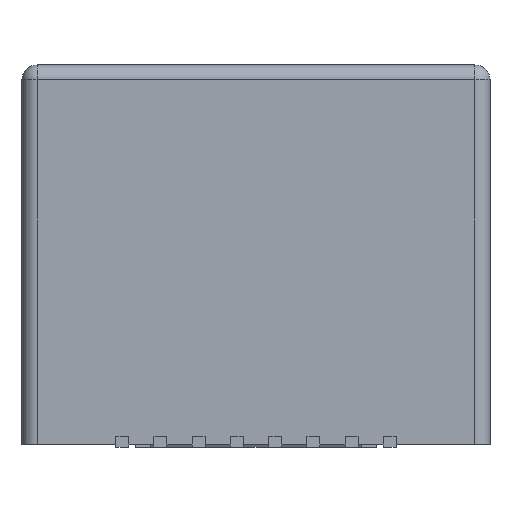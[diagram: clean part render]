
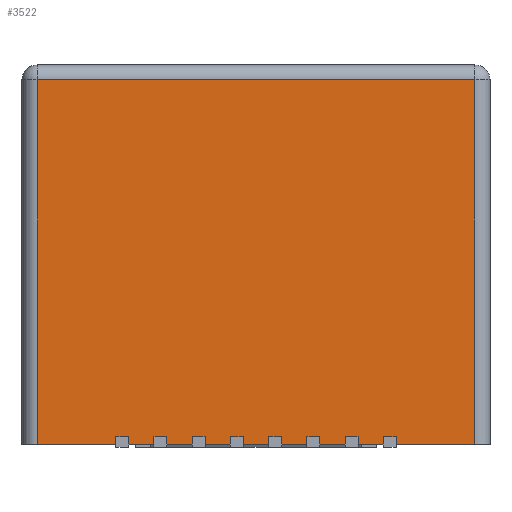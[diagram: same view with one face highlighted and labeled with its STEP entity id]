
A CAD part, front view. The second image highlights one B-rep face of the part: STEP entity #3522.
In plain terms, the highlighted planar face has unit normal (0, -1, 0).
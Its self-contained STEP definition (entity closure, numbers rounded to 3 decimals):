
#54=DIRECTION('',(1.,0.,0.));
#55=VECTOR('',#54,0.84);
#56=CARTESIAN_POINT('',(-4.23,-7.,-12.6));
#57=LINE('',#56,#55);
#70=DIRECTION('',(1.,0.,0.));
#71=VECTOR('',#70,0.84);
#72=CARTESIAN_POINT('',(-2.96,-7.,-12.6));
#73=LINE('',#72,#71);
#86=DIRECTION('',(1.,0.,0.));
#87=VECTOR('',#86,0.84);
#88=CARTESIAN_POINT('',(-1.69,-7.,-12.6));
#89=LINE('',#88,#87);
#102=DIRECTION('',(1.,0.,0.));
#103=VECTOR('',#102,0.84);
#104=CARTESIAN_POINT('',(-0.42,-7.,-12.6));
#105=LINE('',#104,#103);
#118=DIRECTION('',(1.,0.,0.));
#119=VECTOR('',#118,0.84);
#120=CARTESIAN_POINT('',(0.85,-7.,-12.6));
#121=LINE('',#120,#119);
#134=DIRECTION('',(1.,0.,0.));
#135=VECTOR('',#134,0.84);
#136=CARTESIAN_POINT('',(2.12,-7.,-12.6));
#137=LINE('',#136,#135);
#150=DIRECTION('',(1.,0.,0.));
#151=VECTOR('',#150,0.84);
#152=CARTESIAN_POINT('',(3.39,-7.,-12.6));
#153=LINE('',#152,#151);
#166=DIRECTION('',(1.,0.,0.));
#167=VECTOR('',#166,2.615);
#168=CARTESIAN_POINT('',(4.66,-7.,-12.6));
#169=LINE('',#168,#167);
#196=DIRECTION('',(1.,0.,0.));
#197=VECTOR('',#196,2.615);
#198=CARTESIAN_POINT('',(-7.275,-7.,-12.6));
#199=LINE('',#198,#197);
#217=DIRECTION('',(0.,0.,1.));
#218=VECTOR('',#217,0.25);
#219=CARTESIAN_POINT('',(-4.66,-7.,-12.6));
#220=LINE('',#219,#218);
#221=DIRECTION('',(0.,0.,1.));
#222=VECTOR('',#221,12.1);
#223=CARTESIAN_POINT('',(-7.275,-7.,-12.6));
#224=LINE('',#223,#222);
#225=DIRECTION('',(-1.,0.,0.));
#226=VECTOR('',#225,14.55);
#227=CARTESIAN_POINT('',(7.275,-7.,-0.5));
#228=LINE('',#227,#226);
#229=DIRECTION('',(0.,0.,-1.));
#230=VECTOR('',#229,12.1);
#231=CARTESIAN_POINT('',(7.275,-7.,-0.5));
#232=LINE('',#231,#230);
#233=DIRECTION('',(0.,0.,1.));
#234=VECTOR('',#233,0.25);
#235=CARTESIAN_POINT('',(4.66,-7.,-12.6));
#236=LINE('',#235,#234);
#237=DIRECTION('',(1.,0.,0.));
#238=VECTOR('',#237,0.43);
#239=CARTESIAN_POINT('',(4.23,-7.,-12.35));
#240=LINE('',#239,#238);
#241=DIRECTION('',(0.,0.,1.));
#242=VECTOR('',#241,0.25);
#243=CARTESIAN_POINT('',(4.23,-7.,-12.6));
#244=LINE('',#243,#242);
#245=DIRECTION('',(0.,0.,1.));
#246=VECTOR('',#245,0.25);
#247=CARTESIAN_POINT('',(3.39,-7.,-12.6));
#248=LINE('',#247,#246);
#249=DIRECTION('',(1.,0.,0.));
#250=VECTOR('',#249,0.43);
#251=CARTESIAN_POINT('',(2.96,-7.,-12.35));
#252=LINE('',#251,#250);
#253=DIRECTION('',(0.,0.,1.));
#254=VECTOR('',#253,0.25);
#255=CARTESIAN_POINT('',(2.96,-7.,-12.6));
#256=LINE('',#255,#254);
#257=DIRECTION('',(0.,0.,1.));
#258=VECTOR('',#257,0.25);
#259=CARTESIAN_POINT('',(2.12,-7.,-12.6));
#260=LINE('',#259,#258);
#261=DIRECTION('',(1.,0.,0.));
#262=VECTOR('',#261,0.43);
#263=CARTESIAN_POINT('',(1.69,-7.,-12.35));
#264=LINE('',#263,#262);
#265=DIRECTION('',(0.,0.,1.));
#266=VECTOR('',#265,0.25);
#267=CARTESIAN_POINT('',(1.69,-7.,-12.6));
#268=LINE('',#267,#266);
#269=DIRECTION('',(0.,0.,1.));
#270=VECTOR('',#269,0.25);
#271=CARTESIAN_POINT('',(0.85,-7.,-12.6));
#272=LINE('',#271,#270);
#273=DIRECTION('',(1.,0.,0.));
#274=VECTOR('',#273,0.43);
#275=CARTESIAN_POINT('',(0.42,-7.,-12.35));
#276=LINE('',#275,#274);
#277=DIRECTION('',(0.,0.,1.));
#278=VECTOR('',#277,0.25);
#279=CARTESIAN_POINT('',(0.42,-7.,-12.6));
#280=LINE('',#279,#278);
#281=DIRECTION('',(0.,0.,1.));
#282=VECTOR('',#281,0.25);
#283=CARTESIAN_POINT('',(-0.42,-7.,-12.6));
#284=LINE('',#283,#282);
#285=DIRECTION('',(1.,0.,0.));
#286=VECTOR('',#285,0.43);
#287=CARTESIAN_POINT('',(-0.85,-7.,-12.35));
#288=LINE('',#287,#286);
#289=DIRECTION('',(0.,0.,1.));
#290=VECTOR('',#289,0.25);
#291=CARTESIAN_POINT('',(-0.85,-7.,-12.6));
#292=LINE('',#291,#290);
#293=DIRECTION('',(0.,0.,1.));
#294=VECTOR('',#293,0.25);
#295=CARTESIAN_POINT('',(-1.69,-7.,-12.6));
#296=LINE('',#295,#294);
#297=DIRECTION('',(1.,0.,0.));
#298=VECTOR('',#297,0.43);
#299=CARTESIAN_POINT('',(-2.12,-7.,-12.35));
#300=LINE('',#299,#298);
#301=DIRECTION('',(0.,0.,1.));
#302=VECTOR('',#301,0.25);
#303=CARTESIAN_POINT('',(-2.12,-7.,-12.6));
#304=LINE('',#303,#302);
#305=DIRECTION('',(0.,0.,1.));
#306=VECTOR('',#305,0.25);
#307=CARTESIAN_POINT('',(-2.96,-7.,-12.6));
#308=LINE('',#307,#306);
#309=DIRECTION('',(1.,0.,0.));
#310=VECTOR('',#309,0.43);
#311=CARTESIAN_POINT('',(-3.39,-7.,-12.35));
#312=LINE('',#311,#310);
#313=DIRECTION('',(0.,0.,1.));
#314=VECTOR('',#313,0.25);
#315=CARTESIAN_POINT('',(-3.39,-7.,-12.6));
#316=LINE('',#315,#314);
#317=DIRECTION('',(0.,0.,1.));
#318=VECTOR('',#317,0.25);
#319=CARTESIAN_POINT('',(-4.23,-7.,-12.6));
#320=LINE('',#319,#318);
#321=DIRECTION('',(1.,0.,0.));
#322=VECTOR('',#321,0.43);
#323=CARTESIAN_POINT('',(-4.66,-7.,-12.35));
#324=LINE('',#323,#322);
#2783=CARTESIAN_POINT('',(7.275,-7.,-12.6));
#2785=VERTEX_POINT('',#2783);
#2786=CARTESIAN_POINT('',(7.275,-7.,-0.5));
#2787=VERTEX_POINT('',#2786);
#2788=CARTESIAN_POINT('',(-7.275,-7.,-0.5));
#2789=VERTEX_POINT('',#2788);
#2792=CARTESIAN_POINT('',(-7.275,-7.,-12.6));
#2794=VERTEX_POINT('',#2792);
#2954=CARTESIAN_POINT('',(4.23,-7.,-12.6));
#2955=CARTESIAN_POINT('',(4.23,-7.,-12.35));
#2956=VERTEX_POINT('',#2954);
#2957=VERTEX_POINT('',#2955);
#2958=CARTESIAN_POINT('',(4.66,-7.,-12.6));
#2959=CARTESIAN_POINT('',(4.66,-7.,-12.35));
#2960=VERTEX_POINT('',#2958);
#2961=VERTEX_POINT('',#2959);
#2978=CARTESIAN_POINT('',(2.96,-7.,-12.6));
#2979=CARTESIAN_POINT('',(2.96,-7.,-12.35));
#2980=VERTEX_POINT('',#2978);
#2981=VERTEX_POINT('',#2979);
#2982=CARTESIAN_POINT('',(3.39,-7.,-12.6));
#2983=CARTESIAN_POINT('',(3.39,-7.,-12.35));
#2984=VERTEX_POINT('',#2982);
#2985=VERTEX_POINT('',#2983);
#3002=CARTESIAN_POINT('',(1.69,-7.,-12.6));
#3003=CARTESIAN_POINT('',(1.69,-7.,-12.35));
#3004=VERTEX_POINT('',#3002);
#3005=VERTEX_POINT('',#3003);
#3006=CARTESIAN_POINT('',(2.12,-7.,-12.6));
#3007=CARTESIAN_POINT('',(2.12,-7.,-12.35));
#3008=VERTEX_POINT('',#3006);
#3009=VERTEX_POINT('',#3007);
#3026=CARTESIAN_POINT('',(0.42,-7.,-12.6));
#3027=CARTESIAN_POINT('',(0.42,-7.,-12.35));
#3028=VERTEX_POINT('',#3026);
#3029=VERTEX_POINT('',#3027);
#3030=CARTESIAN_POINT('',(0.85,-7.,-12.6));
#3031=CARTESIAN_POINT('',(0.85,-7.,-12.35));
#3032=VERTEX_POINT('',#3030);
#3033=VERTEX_POINT('',#3031);
#3050=CARTESIAN_POINT('',(-0.85,-7.,-12.6));
#3051=CARTESIAN_POINT('',(-0.85,-7.,-12.35));
#3052=VERTEX_POINT('',#3050);
#3053=VERTEX_POINT('',#3051);
#3054=CARTESIAN_POINT('',(-0.42,-7.,-12.6));
#3055=CARTESIAN_POINT('',(-0.42,-7.,-12.35));
#3056=VERTEX_POINT('',#3054);
#3057=VERTEX_POINT('',#3055);
#3074=CARTESIAN_POINT('',(-2.12,-7.,-12.6));
#3075=CARTESIAN_POINT('',(-2.12,-7.,-12.35));
#3076=VERTEX_POINT('',#3074);
#3077=VERTEX_POINT('',#3075);
#3078=CARTESIAN_POINT('',(-1.69,-7.,-12.6));
#3079=CARTESIAN_POINT('',(-1.69,-7.,-12.35));
#3080=VERTEX_POINT('',#3078);
#3081=VERTEX_POINT('',#3079);
#3098=CARTESIAN_POINT('',(-3.39,-7.,-12.6));
#3099=CARTESIAN_POINT('',(-3.39,-7.,-12.35));
#3100=VERTEX_POINT('',#3098);
#3101=VERTEX_POINT('',#3099);
#3102=CARTESIAN_POINT('',(-2.96,-7.,-12.6));
#3103=CARTESIAN_POINT('',(-2.96,-7.,-12.35));
#3104=VERTEX_POINT('',#3102);
#3105=VERTEX_POINT('',#3103);
#3122=CARTESIAN_POINT('',(-4.66,-7.,-12.6));
#3123=CARTESIAN_POINT('',(-4.66,-7.,-12.35));
#3124=VERTEX_POINT('',#3122);
#3125=VERTEX_POINT('',#3123);
#3126=CARTESIAN_POINT('',(-4.23,-7.,-12.6));
#3127=CARTESIAN_POINT('',(-4.23,-7.,-12.35));
#3128=VERTEX_POINT('',#3126);
#3129=VERTEX_POINT('',#3127);
#3454=CARTESIAN_POINT('',(-7.775,-7.,0.));
#3455=DIRECTION('',(0.,-1.,0.));
#3456=DIRECTION('',(0.,0.,-1.));
#3457=AXIS2_PLACEMENT_3D('',#3454,#3455,#3456);
#3458=PLANE('',#3457);
#3459=ORIENTED_EDGE('',*,*,#3440,.F.);
#3460=ORIENTED_EDGE('',*,*,#3430,.F.);
#3461=ORIENTED_EDGE('',*,*,#3340,.T.);
#3463=ORIENTED_EDGE('',*,*,#3462,.F.);
#3465=ORIENTED_EDGE('',*,*,#3464,.T.);
#3466=ORIENTED_EDGE('',*,*,#3412,.F.);
#3468=ORIENTED_EDGE('',*,*,#3467,.T.);
#3470=ORIENTED_EDGE('',*,*,#3469,.F.);
#3472=ORIENTED_EDGE('',*,*,#3471,.F.);
#3473=ORIENTED_EDGE('',*,*,#3404,.F.);
#3475=ORIENTED_EDGE('',*,*,#3474,.T.);
#3477=ORIENTED_EDGE('',*,*,#3476,.F.);
#3479=ORIENTED_EDGE('',*,*,#3478,.F.);
#3480=ORIENTED_EDGE('',*,*,#3396,.F.);
#3482=ORIENTED_EDGE('',*,*,#3481,.T.);
#3484=ORIENTED_EDGE('',*,*,#3483,.F.);
#3486=ORIENTED_EDGE('',*,*,#3485,.F.);
#3487=ORIENTED_EDGE('',*,*,#3388,.F.);
#3489=ORIENTED_EDGE('',*,*,#3488,.T.);
#3491=ORIENTED_EDGE('',*,*,#3490,.F.);
#3493=ORIENTED_EDGE('',*,*,#3492,.F.);
#3494=ORIENTED_EDGE('',*,*,#3380,.F.);
#3496=ORIENTED_EDGE('',*,*,#3495,.T.);
#3498=ORIENTED_EDGE('',*,*,#3497,.F.);
#3500=ORIENTED_EDGE('',*,*,#3499,.F.);
#3501=ORIENTED_EDGE('',*,*,#3372,.F.);
#3503=ORIENTED_EDGE('',*,*,#3502,.T.);
#3505=ORIENTED_EDGE('',*,*,#3504,.F.);
#3507=ORIENTED_EDGE('',*,*,#3506,.F.);
#3508=ORIENTED_EDGE('',*,*,#3364,.F.);
#3510=ORIENTED_EDGE('',*,*,#3509,.T.);
#3512=ORIENTED_EDGE('',*,*,#3511,.F.);
#3514=ORIENTED_EDGE('',*,*,#3513,.F.);
#3515=ORIENTED_EDGE('',*,*,#3356,.F.);
#3517=ORIENTED_EDGE('',*,*,#3516,.T.);
#3519=ORIENTED_EDGE('',*,*,#3518,.F.);
#3520=EDGE_LOOP('',(#3459,#3460,#3461,#3463,#3465,#3466,#3468,#3470,#3472,#3473,
#3475,#3477,#3479,#3480,#3482,#3484,#3486,#3487,#3489,#3491,#3493,#3494,#3496,
#3498,#3500,#3501,#3503,#3505,#3507,#3508,#3510,#3512,#3514,#3515,#3517,#3519));
#3521=FACE_OUTER_BOUND('',#3520,.F.);
#3340=EDGE_CURVE('',#2794,#2789,#224,.T.);
#3356=EDGE_CURVE('',#3128,#3100,#57,.T.);
#3364=EDGE_CURVE('',#3104,#3076,#73,.T.);
#3372=EDGE_CURVE('',#3080,#3052,#89,.T.);
#3380=EDGE_CURVE('',#3056,#3028,#105,.T.);
#3388=EDGE_CURVE('',#3032,#3004,#121,.T.);
#3396=EDGE_CURVE('',#3008,#2980,#137,.T.);
#3404=EDGE_CURVE('',#2984,#2956,#153,.T.);
#3412=EDGE_CURVE('',#2960,#2785,#169,.T.);
#3430=EDGE_CURVE('',#2794,#3124,#199,.T.);
#3440=EDGE_CURVE('',#3124,#3125,#220,.T.);
#3462=EDGE_CURVE('',#2787,#2789,#228,.T.);
#3464=EDGE_CURVE('',#2787,#2785,#232,.T.);
#3467=EDGE_CURVE('',#2960,#2961,#236,.T.);
#3469=EDGE_CURVE('',#2957,#2961,#240,.T.);
#3471=EDGE_CURVE('',#2956,#2957,#244,.T.);
#3474=EDGE_CURVE('',#2984,#2985,#248,.T.);
#3476=EDGE_CURVE('',#2981,#2985,#252,.T.);
#3478=EDGE_CURVE('',#2980,#2981,#256,.T.);
#3481=EDGE_CURVE('',#3008,#3009,#260,.T.);
#3483=EDGE_CURVE('',#3005,#3009,#264,.T.);
#3485=EDGE_CURVE('',#3004,#3005,#268,.T.);
#3488=EDGE_CURVE('',#3032,#3033,#272,.T.);
#3490=EDGE_CURVE('',#3029,#3033,#276,.T.);
#3492=EDGE_CURVE('',#3028,#3029,#280,.T.);
#3495=EDGE_CURVE('',#3056,#3057,#284,.T.);
#3497=EDGE_CURVE('',#3053,#3057,#288,.T.);
#3499=EDGE_CURVE('',#3052,#3053,#292,.T.);
#3502=EDGE_CURVE('',#3080,#3081,#296,.T.);
#3504=EDGE_CURVE('',#3077,#3081,#300,.T.);
#3506=EDGE_CURVE('',#3076,#3077,#304,.T.);
#3509=EDGE_CURVE('',#3104,#3105,#308,.T.);
#3511=EDGE_CURVE('',#3101,#3105,#312,.T.);
#3513=EDGE_CURVE('',#3100,#3101,#316,.T.);
#3516=EDGE_CURVE('',#3128,#3129,#320,.T.);
#3518=EDGE_CURVE('',#3125,#3129,#324,.T.);
#3522=ADVANCED_FACE('',(#3521),#3458,.T.);
